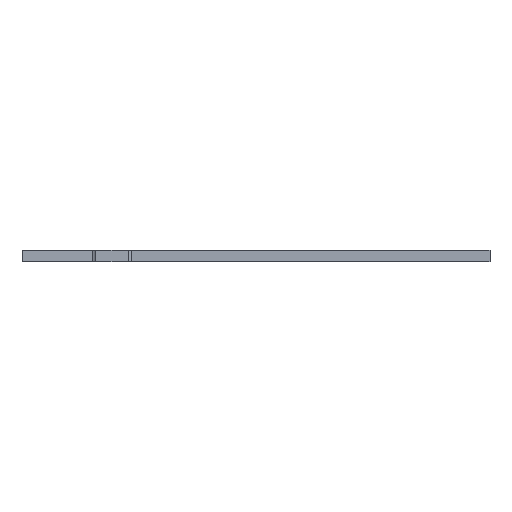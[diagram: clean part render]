
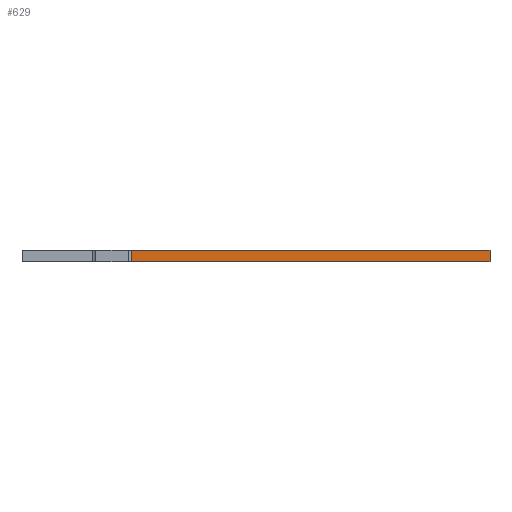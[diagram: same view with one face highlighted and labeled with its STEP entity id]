
A CAD part, left-side view. The second image highlights one B-rep face of the part: STEP entity #629.
In plain terms, the highlighted planar face has unit normal (-1, 0, 0).
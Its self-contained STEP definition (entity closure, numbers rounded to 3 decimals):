
#573 = VERTEX_POINT('',#574);
#574 = CARTESIAN_POINT('',(288.,2.5,4.5));
#580 = EDGE_CURVE('',#581,#573,#583,.T.);
#581 = VERTEX_POINT('',#582);
#582 = CARTESIAN_POINT('',(288.,2.5,1.5));
#583 = LINE('',#584,#585);
#584 = CARTESIAN_POINT('',(288.,2.5,1.5));
#585 = VECTOR('',#586,1.);
#586 = DIRECTION('',(0.,0.,1.));
#629 = ADVANCED_FACE('',(#630),#655,.T.);
#630 = FACE_BOUND('',#631,.T.);
#631 = EDGE_LOOP('',(#632,#640,#641,#649));
#632 = ORIENTED_EDGE('',*,*,#633,.F.);
#633 = EDGE_CURVE('',#581,#634,#636,.T.);
#634 = VERTEX_POINT('',#635);
#635 = CARTESIAN_POINT('',(288.,97.,1.5));
#636 = LINE('',#637,#638);
#637 = CARTESIAN_POINT('',(288.,2.5,1.5));
#638 = VECTOR('',#639,1.);
#639 = DIRECTION('',(0.,1.,0.));
#640 = ORIENTED_EDGE('',*,*,#580,.T.);
#641 = ORIENTED_EDGE('',*,*,#642,.T.);
#642 = EDGE_CURVE('',#573,#643,#645,.T.);
#643 = VERTEX_POINT('',#644);
#644 = CARTESIAN_POINT('',(288.,97.,4.5));
#645 = LINE('',#646,#647);
#646 = CARTESIAN_POINT('',(288.,2.5,4.5));
#647 = VECTOR('',#648,1.);
#648 = DIRECTION('',(0.,1.,0.));
#649 = ORIENTED_EDGE('',*,*,#650,.F.);
#650 = EDGE_CURVE('',#634,#643,#651,.T.);
#651 = LINE('',#652,#653);
#652 = CARTESIAN_POINT('',(288.,97.,1.5));
#653 = VECTOR('',#654,1.);
#654 = DIRECTION('',(0.,0.,1.));
#655 = PLANE('',#656);
#656 = AXIS2_PLACEMENT_3D('',#657,#658,#659);
#657 = CARTESIAN_POINT('',(288.,2.5,1.5));
#658 = DIRECTION('',(-1.,0.,0.));
#659 = DIRECTION('',(0.,1.,0.));
